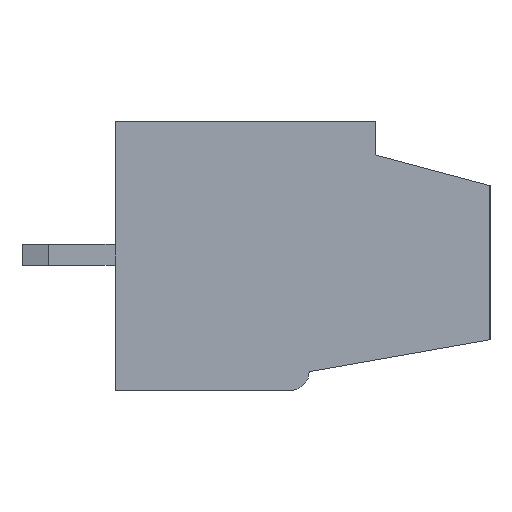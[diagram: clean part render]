
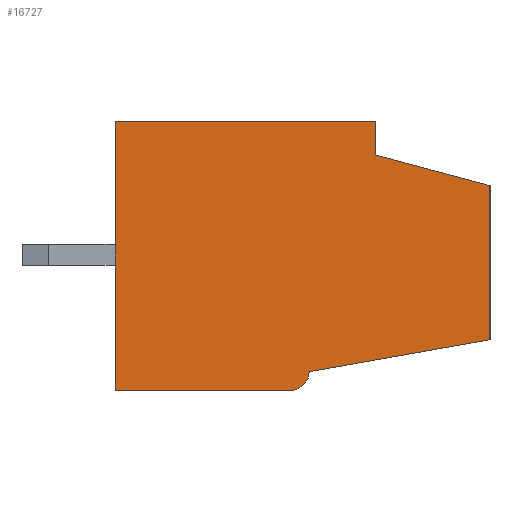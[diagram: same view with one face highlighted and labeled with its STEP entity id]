
A CAD part, left-side view. The second image highlights one B-rep face of the part: STEP entity #16727.
In plain terms, the highlighted planar face has unit normal (-1, 0, 0).
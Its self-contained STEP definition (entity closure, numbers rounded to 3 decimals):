
#33=DIRECTION('',(0.,-1.,0.));
#34=VECTOR('',#33,6.6);
#35=CARTESIAN_POINT('',(-33.451,14.,-5.));
#36=LINE('',#35,#34);
#241=DIRECTION('',(0.,0.,-1.));
#242=VECTOR('',#241,10.1);
#243=CARTESIAN_POINT('',(-33.451,14.,5.1));
#244=LINE('',#243,#242);
#853=DIRECTION('',(0.,1.,0.));
#854=VECTOR('',#853,9.8);
#855=CARTESIAN_POINT('',(-33.451,4.2,5.1));
#856=LINE('',#855,#854);
#1137=DIRECTION('',(0.,0.,1.));
#1138=VECTOR('',#1137,5.799);
#1139=CARTESIAN_POINT('',(-33.451,-0.1,-3.101));
#1140=LINE('',#1139,#1138);
#5797=DIRECTION('',(0.,0.985,-0.174));
#5798=VECTOR('',#5797,6.905);
#5799=CARTESIAN_POINT('',(-33.451,-0.1,-3.101));
#5800=LINE('',#5799,#5798);
#5801=CARTESIAN_POINT('',(-33.451,7.4,-4.3));
#5802=DIRECTION('',(1.,0.,0.));
#5803=DIRECTION('',(0.,-1.,0.));
#5804=AXIS2_PLACEMENT_3D('',#5801,#5802,#5803);
#5806=DIRECTION('',(0.,0.,-1.));
#5807=VECTOR('',#5806,1.25);
#5808=CARTESIAN_POINT('',(-33.451,4.2,5.1));
#5809=LINE('',#5808,#5807);
#5810=DIRECTION('',(0.,-0.966,-0.259));
#5811=VECTOR('',#5810,4.452);
#5812=CARTESIAN_POINT('',(-33.451,4.2,3.85));
#5813=LINE('',#5812,#5811);
#9290=CARTESIAN_POINT('',(-33.451,14.,-5.));
#9291=CARTESIAN_POINT('',(-33.451,7.4,-5.));
#9292=VERTEX_POINT('',#9290);
#9293=VERTEX_POINT('',#9291);
#9294=CARTESIAN_POINT('',(-33.451,6.7,-4.3));
#9295=VERTEX_POINT('',#9294);
#9296=CARTESIAN_POINT('',(-33.451,14.,5.1));
#9297=VERTEX_POINT('',#9296);
#9298=CARTESIAN_POINT('',(-33.451,4.2,5.1));
#9299=CARTESIAN_POINT('',(-33.451,4.2,3.85));
#9300=VERTEX_POINT('',#9298);
#9301=VERTEX_POINT('',#9299);
#9302=CARTESIAN_POINT('',(-33.451,-0.1,-3.101));
#9303=VERTEX_POINT('',#9302);
#9304=CARTESIAN_POINT('',(-33.451,-0.1,2.698));
#9305=VERTEX_POINT('',#9304);
#16712=CARTESIAN_POINT('',(-33.451,0.,0.));
#16713=DIRECTION('',(-1.,0.,0.));
#16714=DIRECTION('',(0.,-1.,0.));
#16715=AXIS2_PLACEMENT_3D('',#16712,#16713,#16714);
#16716=PLANE('',#16715);
#16717=ORIENTED_EDGE('',*,*,#10820,.F.);
#16718=ORIENTED_EDGE('',*,*,#16593,.T.);
#16719=ORIENTED_EDGE('',*,*,#16610,.T.);
#16720=ORIENTED_EDGE('',*,*,#9372,.F.);
#16721=ORIENTED_EDGE('',*,*,#9466,.F.);
#16722=ORIENTED_EDGE('',*,*,#10633,.F.);
#16723=ORIENTED_EDGE('',*,*,#10720,.T.);
#16724=ORIENTED_EDGE('',*,*,#10805,.T.);
#16725=EDGE_LOOP('',(#16717,#16718,#16719,#16720,#16721,#16722,#16723,#16724));
#16726=FACE_OUTER_BOUND('',#16725,.F.);
#5805=CIRCLE('',#5804,0.7);
#9372=EDGE_CURVE('',#9292,#9293,#36,.T.);
#9466=EDGE_CURVE('',#9297,#9292,#244,.T.);
#10633=EDGE_CURVE('',#9300,#9297,#856,.T.);
#10720=EDGE_CURVE('',#9300,#9301,#5809,.T.);
#10805=EDGE_CURVE('',#9301,#9305,#5813,.T.);
#10820=EDGE_CURVE('',#9303,#9305,#1140,.T.);
#16593=EDGE_CURVE('',#9303,#9295,#5800,.T.);
#16610=EDGE_CURVE('',#9295,#9293,#5805,.T.);
#16727=ADVANCED_FACE('',(#16726),#16716,.T.);
